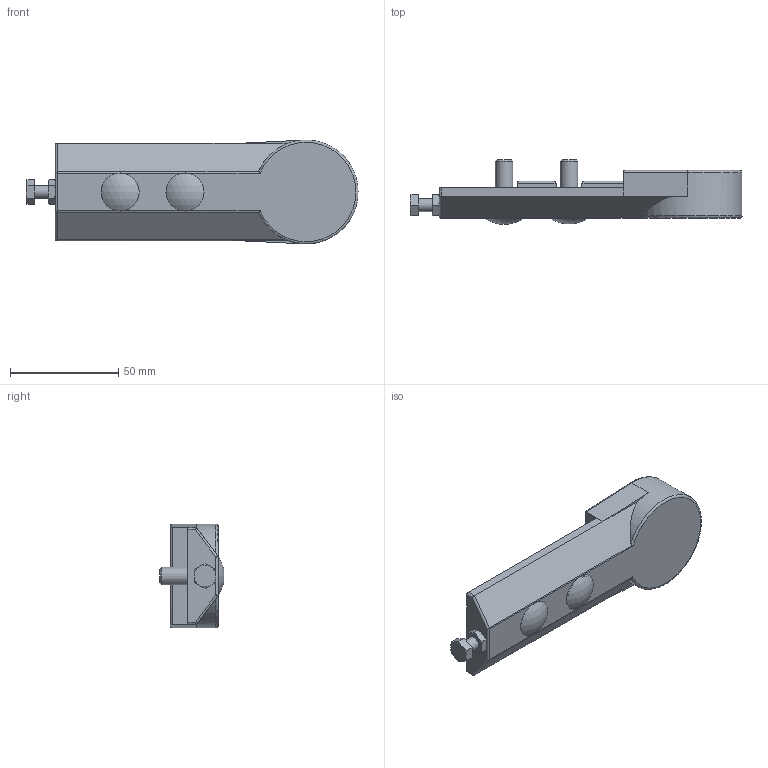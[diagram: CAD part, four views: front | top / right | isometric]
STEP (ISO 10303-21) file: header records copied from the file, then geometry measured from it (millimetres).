
FILE_DESCRIPTION(/* description */ (''),/* implementation_level */ '2;1');
FILE_NAME(/* name */ '85-000-1.stp',/* time_stamp */ '2022-04-15T08:36:43-04:00',/* author */ ('jmurphy'),/* organization */ (''),/* preprocessor_version */ 'ST-DEVELOPER v18.1',/* originating_system */ 'AutoCAD Mechanical',/* authorisation */ '');
FILE_SCHEMA (('AUTOMOTIVE_DESIGN { 1 0 10303 214 3 1 1 }'));
Length unit declared in the file: millimetre
Products named in the file (1): Product
Bounding box: 153.46 x 29.92 x 47.94 mm (x, y, z)
Volume: 84208.4 mm3; surface area: 30589.2 mm2
Topology: 8 solids, 8 shells, 157 faces, 332 edges, 210 vertices
Faces by surface type: plane 74, cylinder 44, cone 24, torus 11, sphere 4
Full cylindrical faces by diameter (mm): 6 x3, 8 x2, 9 x4, 13 x2, 15 x4, 17 x1, 23 x2, 34 x3, 40 x2
Entity records: 4345 total; most frequent: CARTESIAN_POINT 927, DIRECTION 737, ORIENTED_EDGE 664, EDGE_CURVE 332, AXIS2_PLACEMENT_3D 292, VERTEX_POINT 210, EDGE_LOOP 186, FACE_OUTER_BOUND 157
